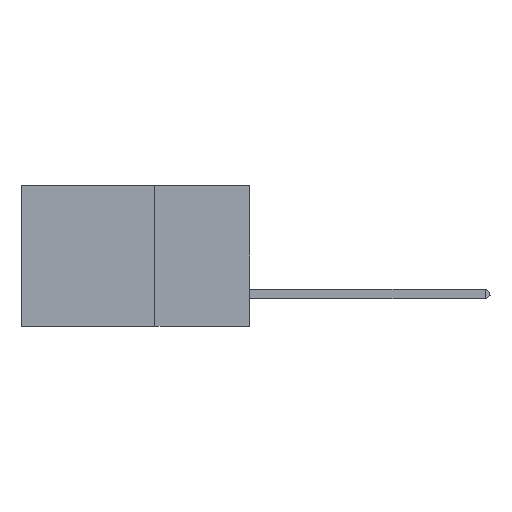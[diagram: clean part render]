
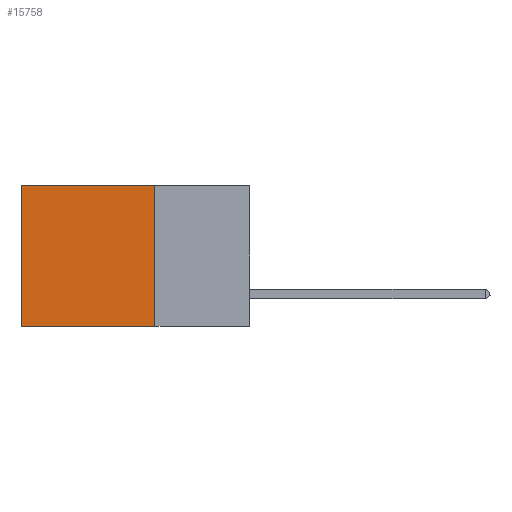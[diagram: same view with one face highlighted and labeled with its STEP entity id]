
A CAD part, left-side view. The second image highlights one B-rep face of the part: STEP entity #15758.
In plain terms, the highlighted planar face has unit normal (-1, 0, 0).
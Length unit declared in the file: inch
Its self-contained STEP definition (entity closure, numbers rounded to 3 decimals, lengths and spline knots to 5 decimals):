
#515 = PLANE ( 'NONE',  #10256 ) ;
#2690 = VERTEX_POINT ( 'NONE', #9170 ) ;
#2932 = CARTESIAN_POINT ( 'NONE',  ( 0.2875, 0.25, 0. ) ) ;
#3409 = VERTEX_POINT ( 'NONE', #11326 ) ;
#3415 = ORIENTED_EDGE ( 'NONE', *, *, #30241, .T. ) ;
#4033 = EDGE_CURVE ( 'NONE', #32962, #3409, #33245, .T. ) ;
#5924 = LINE ( 'NONE', #29888, #8512 ) ;
#6329 = ORIENTED_EDGE ( 'NONE', *, *, #28835, .F. ) ;
#6778 = CARTESIAN_POINT ( 'NONE',  ( 0.2875, 0.25, 0. ) ) ;
#7822 = VECTOR ( 'NONE', #13640, 39.37008 ) ;
#8135 = EDGE_LOOP ( 'NONE', ( #3415, #30910, #6329, #26796 ) ) ;
#8366 = FACE_OUTER_BOUND ( 'NONE', #8135, .T. ) ;
#8512 = VECTOR ( 'NONE', #10107, 39.37008 ) ;
#8756 = CARTESIAN_POINT ( 'NONE',  ( 0.2875, 0.25, 0. ) ) ;
#9170 = CARTESIAN_POINT ( 'NONE',  ( 0.2875, 0.25, -0.37 ) ) ;
#9878 = LINE ( 'NONE', #8756, #19008 ) ;
#10107 = DIRECTION ( 'NONE',  ( 0., 0., -1. ) ) ;
#10256 = AXIS2_PLACEMENT_3D ( 'NONE', #2932, #27940, #15455 ) ;
#11326 = CARTESIAN_POINT ( 'NONE',  ( 0.2875, 0.6, 0. ) ) ;
#13640 = DIRECTION ( 'NONE',  ( 0., 1., 0. ) ) ;
#13940 = CARTESIAN_POINT ( 'NONE',  ( 0.2875, 0.6, -0.37 ) ) ;
#15455 = DIRECTION ( 'NONE',  ( 0., 0., -1. ) ) ;
#15758 = ADVANCED_FACE ( 'NONE', ( #8366 ), #515, .F. ) ;
#16053 = VERTEX_POINT ( 'NONE', #13940 ) ;
#17678 = DIRECTION ( 'NONE',  ( 0., 1., 0. ) ) ;
#17764 = CARTESIAN_POINT ( 'NONE',  ( 0.2875, 0.25, -0.37 ) ) ;
#19008 = VECTOR ( 'NONE', #19612, 39.37008 ) ;
#19612 = DIRECTION ( 'NONE',  ( 0., 0., -1. ) ) ;
#26796 = ORIENTED_EDGE ( 'NONE', *, *, #4033, .T. ) ;
#27845 = EDGE_CURVE ( 'NONE', #2690, #16053, #35587, .T. ) ;
#27940 = DIRECTION ( 'NONE',  ( 1., 0., 0. ) ) ;
#28432 = CARTESIAN_POINT ( 'NONE',  ( 0.2875, 0.25, 0. ) ) ;
#28835 = EDGE_CURVE ( 'NONE', #32962, #2690, #9878, .T. ) ;
#29888 = CARTESIAN_POINT ( 'NONE',  ( 0.2875, 0.6, 0. ) ) ;
#30241 = EDGE_CURVE ( 'NONE', #3409, #16053, #5924, .T. ) ;
#30910 = ORIENTED_EDGE ( 'NONE', *, *, #27845, .F. ) ;
#32962 = VERTEX_POINT ( 'NONE', #28432 ) ;
#33245 = LINE ( 'NONE', #6778, #34076 ) ;
#34076 = VECTOR ( 'NONE', #17678, 39.37008 ) ;
#35587 = LINE ( 'NONE', #17764, #7822 ) ;
